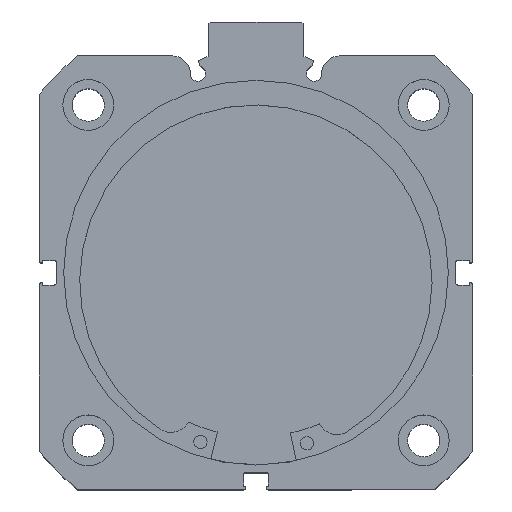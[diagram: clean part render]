
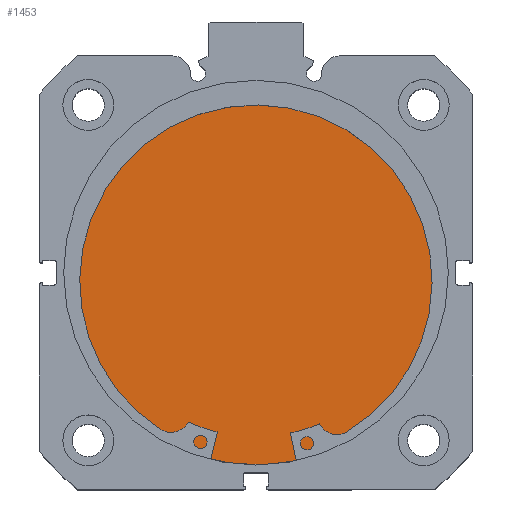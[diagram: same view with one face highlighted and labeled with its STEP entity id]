
A CAD part, top view. The second image highlights one B-rep face of the part: STEP entity #1453.
In plain terms, the highlighted face is planar.
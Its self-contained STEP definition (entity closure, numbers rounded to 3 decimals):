
#501 = ORIENTED_EDGE ( 'NONE', *, *, #1953, .F. ) ;
#502 = ORIENTED_EDGE ( 'NONE', *, *, #1935, .F. ) ;
#687 = EDGE_LOOP ( 'NONE', ( #502, #501 ) ) ;
#1105 = FACE_OUTER_BOUND ( 'NONE', #687, .T. ) ;
#1453 = ADVANCED_FACE ( 'NONE', ( #1105 ), #5663, .F. ) ;
#1935 = EDGE_CURVE ( 'NONE', #5103, #5102, #3124, .T. ) ;
#1953 = EDGE_CURVE ( 'NONE', #5102, #5103, #3151, .T. ) ;
#2199 = AXIS2_PLACEMENT_3D ( 'NONE', #5664, #5673, #5674 ) ;
#2463 = AXIS2_PLACEMENT_3D ( 'NONE', #4119, #4120, #4121 ) ;
#2475 = AXIS2_PLACEMENT_3D ( 'NONE', #4164, #4166, #4167 ) ;
#3124 = CIRCLE ( 'NONE', #2463, 51. ) ;
#3151 = CIRCLE ( 'NONE', #2475, 51. ) ;
#4119 = CARTESIAN_POINT ( 'NONE',  ( 13., 0., 0. ) ) ;
#4120 = DIRECTION ( 'NONE',  ( -1., 0., 0. ) ) ;
#4121 = DIRECTION ( 'NONE',  ( 0., 0., 1. ) ) ;
#4164 = CARTESIAN_POINT ( 'NONE',  ( 13., 0., 0. ) ) ;
#4166 = DIRECTION ( 'NONE',  ( -1., 0., 0. ) ) ;
#4167 = DIRECTION ( 'NONE',  ( 0., 0., 1. ) ) ;
#4605 = CARTESIAN_POINT ( 'NONE',  ( 13., 0., -51. ) ) ;
#4606 = CARTESIAN_POINT ( 'NONE',  ( 13., 0., 51. ) ) ;
#5102 = VERTEX_POINT ( 'NONE', #4605 ) ;
#5103 = VERTEX_POINT ( 'NONE', #4606 ) ;
#5663 = PLANE ( 'NONE',  #2199 ) ;
#5664 = CARTESIAN_POINT ( 'NONE',  ( 13., 51., 0. ) ) ;
#5673 = DIRECTION ( 'NONE',  ( -1., 0., 0. ) ) ;
#5674 = DIRECTION ( 'NONE',  ( 0., 0., 1. ) ) ;
